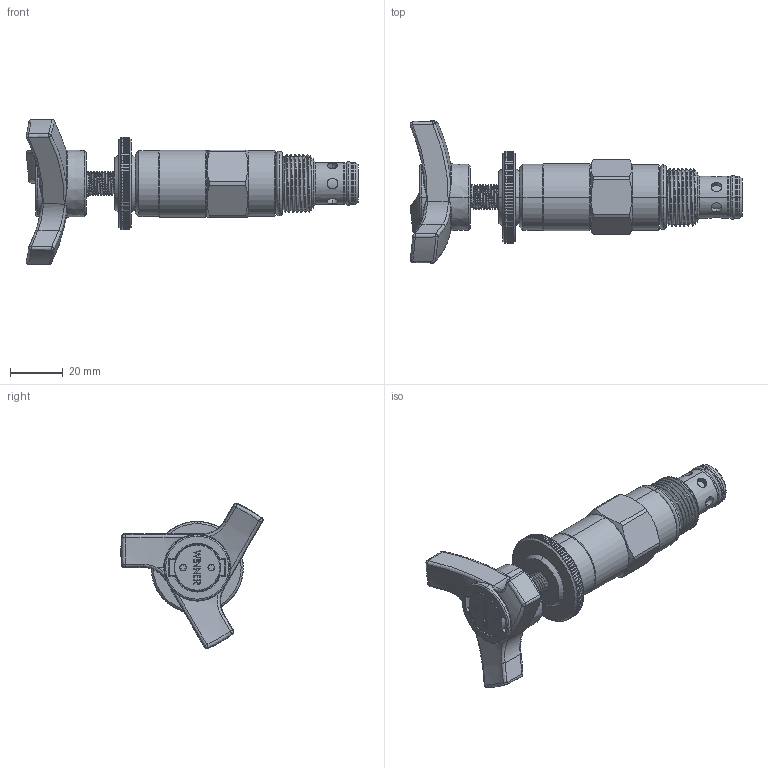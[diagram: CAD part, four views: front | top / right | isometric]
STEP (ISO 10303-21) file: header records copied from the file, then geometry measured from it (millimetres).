
FILE_DESCRIPTION (( 'STEP AP203' ), '1' );
FILE_NAME ('RD10W20-T.STEP', '2016-08-01T03:11:03', ( '' ), ( '' ), 'SwSTEP 2.0', 'SolidWorks 2012', '' );
FILE_SCHEMA (( 'CONFIG_CONTROL_DESIGN' ));
Length unit declared in the file: millimetre
Products named in the file (1): RD10W20-T
Bounding box: 126.04 x 54.02 x 55.33 mm (x, y, z)
Volume: 57575.8 mm3; surface area: 21582.7 mm2
Topology: 12 solids, 12 shells, 976 faces, 2590 edges, 1649 vertices
Faces by surface type: plane 343, cylinder 297, bspline 158, cone 103, sphere 40, torus 35
Entity records: 99733 total; most frequent: CARTESIAN_POINT 77946, ORIENTED_EDGE 5134, DIRECTION 3847, EDGE_CURVE 2567, VERTEX_POINT 1643, AXIS2_PLACEMENT_3D 1499, EDGE_LOOP 1022, ADVANCED_FACE 976
